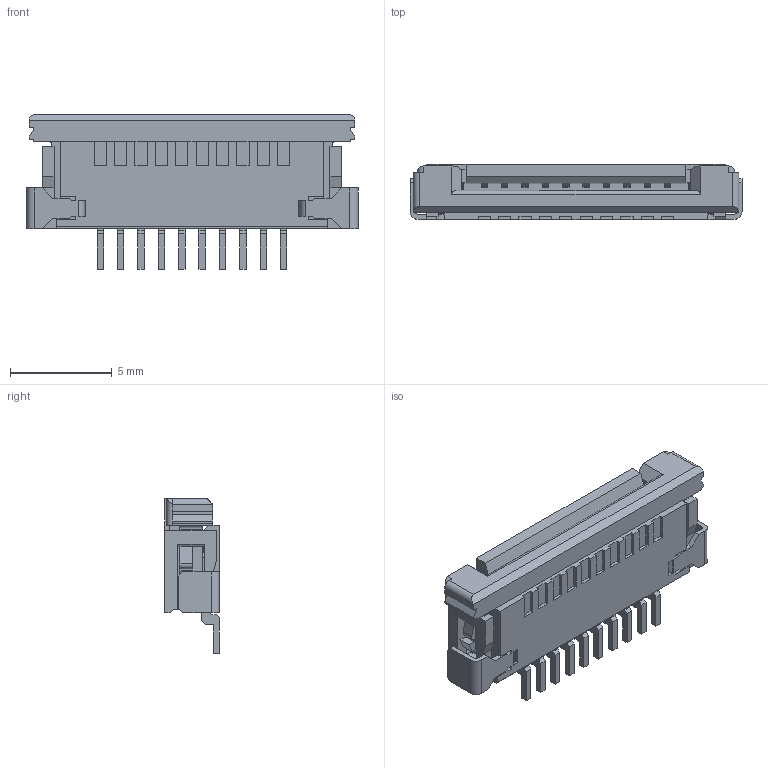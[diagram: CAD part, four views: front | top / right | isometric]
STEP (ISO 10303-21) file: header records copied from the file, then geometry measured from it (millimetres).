
FILE_DESCRIPTION((''),'2;1');
FILE_NAME('522071033','2019-03-15T',('gga'),(''),'PRO/ENGINEER BY PARAMETRIC TECHNOLOGY CORPORATION, 2016010','PRO/ENGINEER BY PARAMETRIC TECHNOLOGY CORPORATION, 2016010','');
FILE_SCHEMA(('CONFIG_CONTROL_DESIGN'));
Length unit declared in the file: millimetre
Products named in the file (1): 522071033
Bounding box: 16.3 x 2.7 x 7.6 mm (x, y, z)
Volume: 182.9 mm3; surface area: 575.2 mm2
Topology: 1 solids, 1 shells, 526 faces, 1623 edges, 1084 vertices
Faces by surface type: plane 473, cylinder 53
Entity records: 17848 total; most frequent: CARTESIAN_POINT 3230, ORIENTED_EDGE 3150, DIRECTION 2773, EDGE_CURVE 1575, VECTOR 1515, LINE 1515, VERTEX_POINT 1036, AXIS2_PLACEMENT_3D 629
